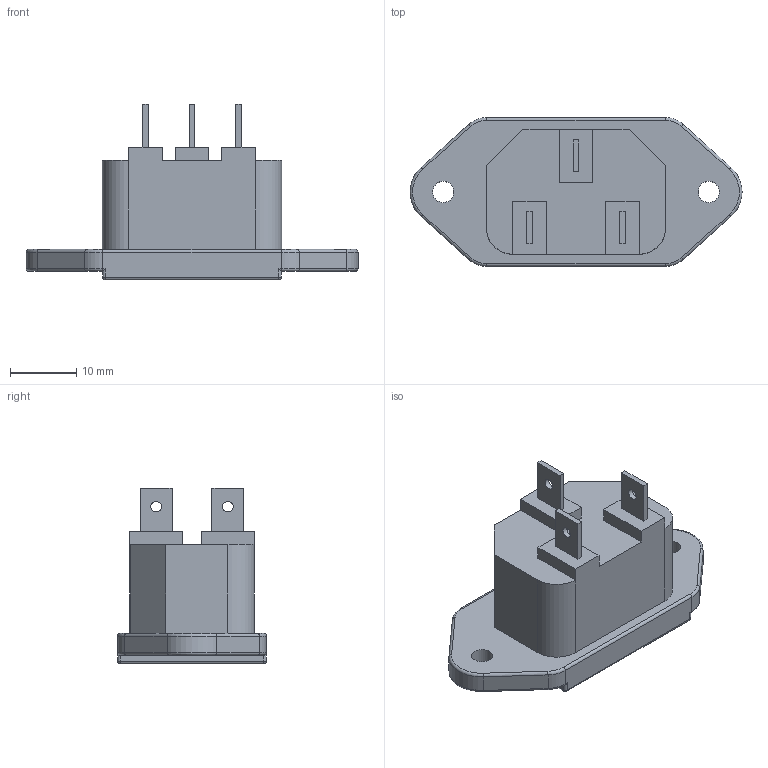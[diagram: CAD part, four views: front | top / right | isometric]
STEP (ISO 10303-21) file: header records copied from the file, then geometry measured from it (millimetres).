
FILE_DESCRIPTION(/* description */ (''),/* implementation_level */ '2;1');
FILE_NAME(/* name */ 'electric_component v1.step',/* time_stamp */ '2024-05-28T16:36:58+02:00',/* author */ (''),/* organization */ (''),/* preprocessor_version */ 'ST-DEVELOPER v20',/* originating_system */ 'Autodesk Translation Framework v13.14.0.145',/* authorisation */ '');
FILE_SCHEMA (('AUTOMOTIVE_DESIGN { 1 0 10303 214 3 1 1 }'));
Length unit declared in the file: millimetre
Products named in the file (1): electric_component
Bounding box: 50 x 22.4 x 26.5 mm (x, y, z)
Volume: 4603.5 mm3; surface area: 5374.5 mm2
Topology: 1 solids, 1 shells, 139 faces, 335 edges, 202 vertices
Faces by surface type: plane 74, cylinder 45, torus 14, sphere 4, cone 2
Full cylindrical faces by diameter (mm): 1.6 x3, 3.2 x2
Entity records: 4051 total; most frequent: DIRECTION 709, CARTESIAN_POINT 673, ORIENTED_EDGE 662, EDGE_CURVE 331, AXIS2_PLACEMENT_3D 238, LINE 233, VECTOR 233, VERTEX_POINT 202
